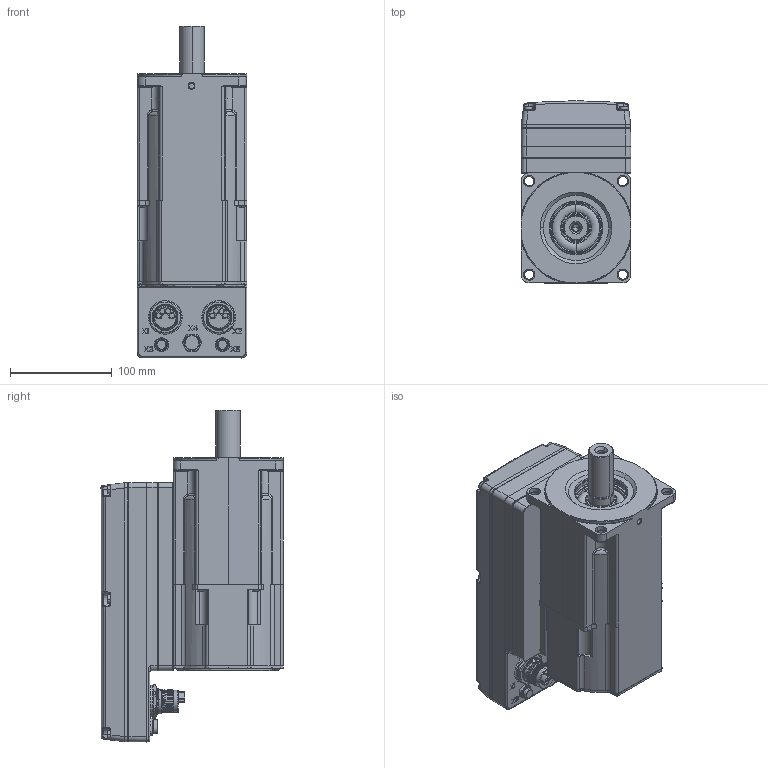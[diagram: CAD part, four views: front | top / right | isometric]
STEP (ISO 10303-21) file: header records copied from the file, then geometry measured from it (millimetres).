
FILE_DESCRIPTION((''),'2;1');
FILE_NAME('ISD510_SIZE3_A_5_2_3D','2021-12-03T10:21:08',('U384099'),('Danfoss Drives A/S'),'CREO PARAMETRIC BY PTC INC, 2019344','CREO PARAMETRIC BY PTC INC, 2019344','');
FILE_SCHEMA(('CONFIG_CONTROL_DESIGN','GEOMETRIC_VALIDATION_PROPERTIES_MIM'));
Products named in the file (1): ISD510_SIZE3_A_5_2_3D
Bounding box: 108.04 x 179.02 x 326.3 mm (x, y, z)
Volume: 37694.8 mm3; surface area: 330465.6 mm2
Topology: 1 solids, 6 shells, 3993 faces, 10793 edges, 6992 vertices
Faces by surface type: plane 2427, cylinder 607, extrusion 268, cone 234, bspline 217, torus 200, sphere 40
Entity records: 141901 total; most frequent: CARTESIAN_POINT 43897, ORIENTED_EDGE 21380, DIRECTION 18290, EDGE_CURVE 10747, VECTOR 7670, LINE 7402, VERTEX_POINT 6992, AXIS2_PLACEMENT_3D 5310
